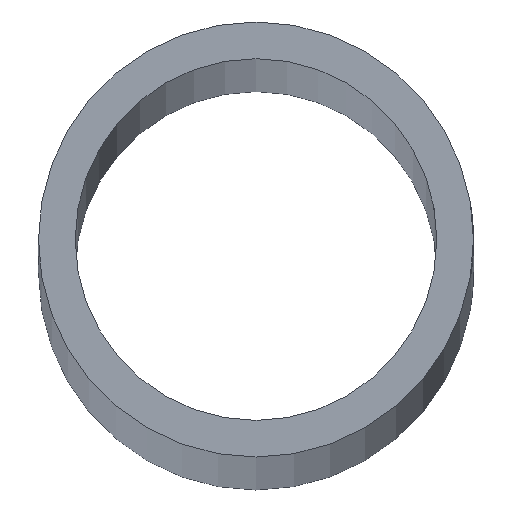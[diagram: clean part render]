
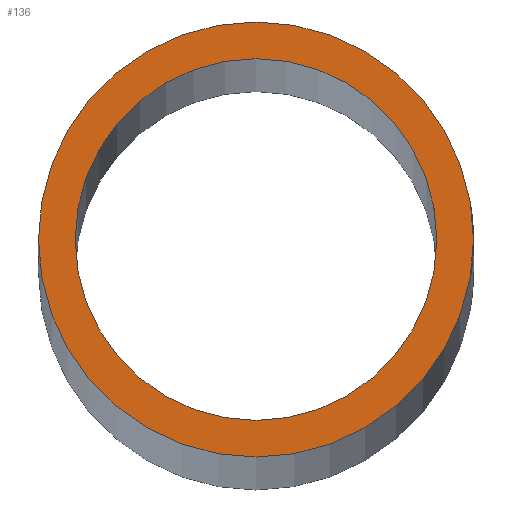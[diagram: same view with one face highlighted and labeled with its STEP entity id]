
A CAD part, top view. The second image highlights one B-rep face of the part: STEP entity #136.
In plain terms, the highlighted planar face has unit normal (0, 0, 1).
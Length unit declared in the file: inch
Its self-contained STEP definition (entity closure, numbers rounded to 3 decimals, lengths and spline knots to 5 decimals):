
#42=FACE_BOUND('',#72,.T.);
#50=FACE_OUTER_BOUND('',#71,.T.);
#71=EDGE_LOOP('',(#123));
#72=EDGE_LOOP('',(#124));
#79=CIRCLE('',#151,0.83);
#80=CIRCLE('',#155,0.69);
#83=VERTEX_POINT('',#192);
#92=VERTEX_POINT('',#477);
#95=EDGE_CURVE('',#83,#83,#79,.T.);
#104=EDGE_CURVE('',#92,#92,#80,.T.);
#123=ORIENTED_EDGE('',*,*,#95,.F.);
#124=ORIENTED_EDGE('',*,*,#104,.F.);
#130=PLANE('',#156);
#136=ADVANCED_FACE('',(#50,#42),#130,.T.);
#151=AXIS2_PLACEMENT_3D('',#193,#169,#170);
#155=AXIS2_PLACEMENT_3D('',#478,#177,#178);
#156=AXIS2_PLACEMENT_3D('',#479,#179,#180);
#169=DIRECTION('center_axis',(0.,0.,-1.));
#170=DIRECTION('ref_axis',(-1.,0.,0.));
#177=DIRECTION('center_axis',(0.,0.,1.));
#178=DIRECTION('ref_axis',(1.,0.,0.));
#179=DIRECTION('center_axis',(0.,0.,1.));
#180=DIRECTION('ref_axis',(1.,0.,0.));
#192=CARTESIAN_POINT('',(0.83,0.,72.));
#193=CARTESIAN_POINT('Origin',(0.,0.,72.));
#477=CARTESIAN_POINT('',(-0.69,0.,72.));
#478=CARTESIAN_POINT('Origin',(0.,0.,72.));
#479=CARTESIAN_POINT('Origin',(0.,0.,72.));
